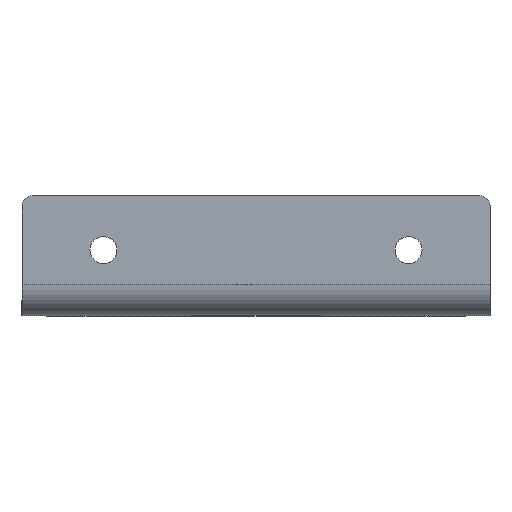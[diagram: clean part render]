
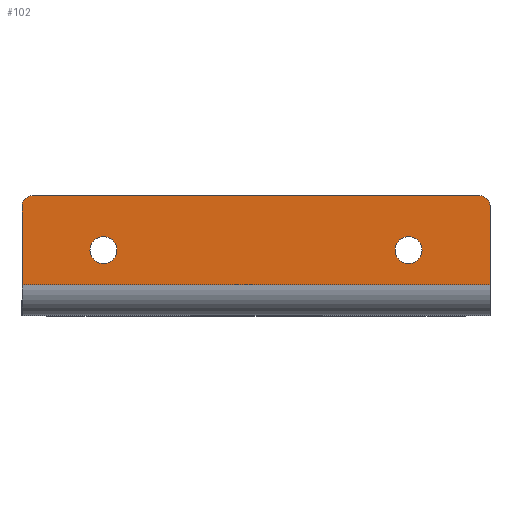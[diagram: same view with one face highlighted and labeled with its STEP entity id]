
A CAD part, top view. The second image highlights one B-rep face of the part: STEP entity #102.
In plain terms, the highlighted planar face has unit normal (0, 0, 1).
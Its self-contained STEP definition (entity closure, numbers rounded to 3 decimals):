
#16 = EDGE_CURVE ( 'NONE', #721, #75, #706, .T. ) ;
#47 = CARTESIAN_POINT ( 'NONE',  ( 30., 9.8, 58. ) ) ;
#56 = DIRECTION ( 'NONE',  ( -1., 0., 0. ) ) ;
#68 = CARTESIAN_POINT ( 'NONE',  ( 0., 0., 58. ) ) ;
#72 = DIRECTION ( 'NONE',  ( 1., 0., 0. ) ) ;
#75 = VERTEX_POINT ( 'NONE', #444 ) ;
#88 = ORIENTED_EDGE ( 'NONE', *, *, #925, .F. ) ;
#102 = ADVANCED_FACE ( 'NONE', ( #789, #457, #661 ), #366, .F. ) ;
#118 = EDGE_LOOP ( 'NONE', ( #167, #1110, #1048, #1147, #1070, #945 ) ) ;
#136 = VERTEX_POINT ( 'NONE', #876 ) ;
#139 = CARTESIAN_POINT ( 'NONE',  ( 46., 20.5, 58. ) ) ;
#167 = ORIENTED_EDGE ( 'NONE', *, *, #1227, .T. ) ;
#170 = CARTESIAN_POINT ( 'NONE',  ( -32.65, 9.8, 58. ) ) ;
#184 = VECTOR ( 'NONE', #726, 1000. ) ;
#191 = AXIS2_PLACEMENT_3D ( 'NONE', #1250, #364, #673 ) ;
#193 = ORIENTED_EDGE ( 'NONE', *, *, #1024, .F. ) ;
#211 = AXIS2_PLACEMENT_3D ( 'NONE', #68, #1261, #1168 ) ;
#222 = LINE ( 'NONE', #1115, #284 ) ;
#280 = CIRCLE ( 'NONE', #985, 2. ) ;
#284 = VECTOR ( 'NONE', #518, 1000. ) ;
#287 = DIRECTION ( 'NONE',  ( 0., 0., 1. ) ) ;
#311 = DIRECTION ( 'NONE',  ( 0., 0., 1. ) ) ;
#317 = CARTESIAN_POINT ( 'NONE',  ( 30., 9.8, 58. ) ) ;
#318 = EDGE_LOOP ( 'NONE', ( #193, #697 ) ) ;
#324 = CARTESIAN_POINT ( 'NONE',  ( 44., 18.5, 58. ) ) ;
#334 = EDGE_CURVE ( 'NONE', #1019, #899, #519, .T. ) ;
#342 = CARTESIAN_POINT ( 'NONE',  ( 46., 3., 58. ) ) ;
#364 = DIRECTION ( 'NONE',  ( 0., 0., 1. ) ) ;
#365 = AXIS2_PLACEMENT_3D ( 'NONE', #324, #311, #1122 ) ;
#366 = PLANE ( 'NONE',  #211 ) ;
#374 = DIRECTION ( 'NONE',  ( 1., 0., 0. ) ) ;
#402 = DIRECTION ( 'NONE',  ( -1., 0., 0. ) ) ;
#432 = DIRECTION ( 'NONE',  ( 0., 0., 1. ) ) ;
#443 = CARTESIAN_POINT ( 'NONE',  ( -46., 18.5, 58. ) ) ;
#444 = CARTESIAN_POINT ( 'NONE',  ( -44., 20.5, 58. ) ) ;
#457 = FACE_BOUND ( 'NONE', #878, .T. ) ;
#518 = DIRECTION ( 'NONE',  ( 0., -1., 0. ) ) ;
#519 = CIRCLE ( 'NONE', #191, 2.65 ) ;
#542 = VECTOR ( 'NONE', #402, 1000. ) ;
#548 = EDGE_CURVE ( 'NONE', #807, #136, #222, .T. ) ;
#568 = VERTEX_POINT ( 'NONE', #902 ) ;
#574 = AXIS2_PLACEMENT_3D ( 'NONE', #317, #287, #817 ) ;
#575 = VERTEX_POINT ( 'NONE', #617 ) ;
#577 = CIRCLE ( 'NONE', #1011, 2.65 ) ;
#591 = DIRECTION ( 'NONE',  ( -1., 0., 0. ) ) ;
#592 = CARTESIAN_POINT ( 'NONE',  ( 44., 20.5, 58. ) ) ;
#617 = CARTESIAN_POINT ( 'NONE',  ( 27.35, 9.8, 58. ) ) ;
#627 = CARTESIAN_POINT ( 'NONE',  ( 0., 3., 58. ) ) ;
#636 = LINE ( 'NONE', #627, #682 ) ;
#660 = CARTESIAN_POINT ( 'NONE',  ( 32.65, 9.8, 58. ) ) ;
#661 = FACE_OUTER_BOUND ( 'NONE', #118, .T. ) ;
#673 = DIRECTION ( 'NONE',  ( 1., 0., 0. ) ) ;
#682 = VECTOR ( 'NONE', #56, 1000. ) ;
#697 = ORIENTED_EDGE ( 'NONE', *, *, #334, .F. ) ;
#706 = LINE ( 'NONE', #824, #542 ) ;
#721 = VERTEX_POINT ( 'NONE', #592 ) ;
#726 = DIRECTION ( 'NONE',  ( 0., 1., 0. ) ) ;
#789 = FACE_BOUND ( 'NONE', #318, .T. ) ;
#807 = VERTEX_POINT ( 'NONE', #443 ) ;
#817 = DIRECTION ( 'NONE',  ( 1., 0., 0. ) ) ;
#824 = CARTESIAN_POINT ( 'NONE',  ( -46., 20.5, 58. ) ) ;
#825 = DIRECTION ( 'NONE',  ( 0., 0., 1. ) ) ;
#829 = AXIS2_PLACEMENT_3D ( 'NONE', #47, #432, #374 ) ;
#854 = EDGE_CURVE ( 'NONE', #910, #136, #636, .T. ) ;
#876 = CARTESIAN_POINT ( 'NONE',  ( -46., 3., 58. ) ) ;
#878 = EDGE_LOOP ( 'NONE', ( #88, #1188 ) ) ;
#899 = VERTEX_POINT ( 'NONE', #1218 ) ;
#902 = CARTESIAN_POINT ( 'NONE',  ( 46., 18.5, 58. ) ) ;
#903 = CIRCLE ( 'NONE', #829, 2.65 ) ;
#910 = VERTEX_POINT ( 'NONE', #342 ) ;
#920 = LINE ( 'NONE', #139, #184 ) ;
#921 = CARTESIAN_POINT ( 'NONE',  ( -44., 18.5, 58. ) ) ;
#925 = EDGE_CURVE ( 'NONE', #932, #575, #903, .T. ) ;
#926 = CIRCLE ( 'NONE', #365, 2. ) ;
#932 = VERTEX_POINT ( 'NONE', #660 ) ;
#945 = ORIENTED_EDGE ( 'NONE', *, *, #854, .F. ) ;
#956 = CARTESIAN_POINT ( 'NONE',  ( -30., 9.8, 58. ) ) ;
#985 = AXIS2_PLACEMENT_3D ( 'NONE', #921, #825, #591 ) ;
#1011 = AXIS2_PLACEMENT_3D ( 'NONE', #956, #1259, #72 ) ;
#1019 = VERTEX_POINT ( 'NONE', #170 ) ;
#1024 = EDGE_CURVE ( 'NONE', #899, #1019, #577, .T. ) ;
#1044 = EDGE_CURVE ( 'NONE', #575, #932, #1051, .T. ) ;
#1048 = ORIENTED_EDGE ( 'NONE', *, *, #16, .T. ) ;
#1051 = CIRCLE ( 'NONE', #574, 2.65 ) ;
#1070 = ORIENTED_EDGE ( 'NONE', *, *, #548, .T. ) ;
#1085 = EDGE_CURVE ( 'NONE', #75, #807, #280, .T. ) ;
#1110 = ORIENTED_EDGE ( 'NONE', *, *, #1134, .T. ) ;
#1115 = CARTESIAN_POINT ( 'NONE',  ( -46., 0., 58. ) ) ;
#1122 = DIRECTION ( 'NONE',  ( -1., 0., 0. ) ) ;
#1134 = EDGE_CURVE ( 'NONE', #568, #721, #926, .T. ) ;
#1147 = ORIENTED_EDGE ( 'NONE', *, *, #1085, .T. ) ;
#1168 = DIRECTION ( 'NONE',  ( -1., 0., 0. ) ) ;
#1188 = ORIENTED_EDGE ( 'NONE', *, *, #1044, .F. ) ;
#1218 = CARTESIAN_POINT ( 'NONE',  ( -27.35, 9.8, 58. ) ) ;
#1227 = EDGE_CURVE ( 'NONE', #910, #568, #920, .T. ) ;
#1250 = CARTESIAN_POINT ( 'NONE',  ( -30., 9.8, 58. ) ) ;
#1259 = DIRECTION ( 'NONE',  ( 0., 0., 1. ) ) ;
#1261 = DIRECTION ( 'NONE',  ( 0., 0., -1. ) ) ;
